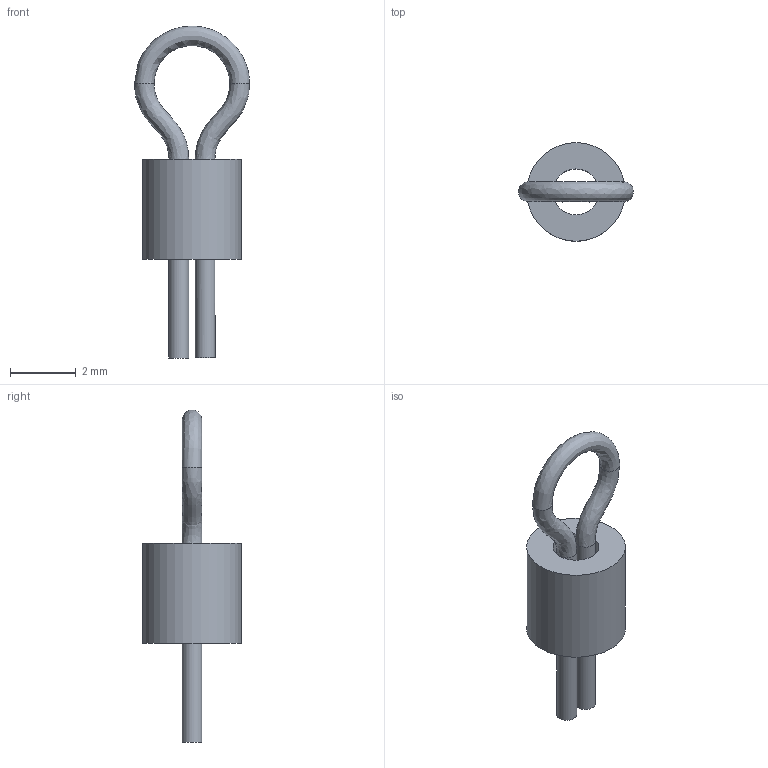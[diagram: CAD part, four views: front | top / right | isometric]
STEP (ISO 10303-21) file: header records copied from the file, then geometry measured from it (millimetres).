
FILE_DESCRIPTION(('FreeCAD Model'),'2;1');
FILE_NAME('TestPoint_Loop_D3_50mm_Drill1_4mm_Beaded_cp.step','2017-09-17T09:42:51' ,('kicad StepUp'),('ksu MCAD'),'Open CASCADE STEP processor 7.1', 'FreeCAD','Unknown');
FILE_SCHEMA(('AUTOMOTIVE_DESIGN { 1 0 10303 214 1 1 1 1 }'));
Length unit declared in the file: millimetre
Products named in the file (1): TestPoint_Loop_D3_50mm_Drill1_4mm_Beaded_cp
Bounding box: 3.5 x 3 x 10.1 mm (x, y, z)
Volume: 23 mm3; surface area: 95 mm2
Topology: 2 solids, 2 shells, 11 faces, 17 edges, 10 vertices
Faces by surface type: plane 4, cylinder 3, bspline 2, revolution 1, extrusion 1
Full cylindrical faces by diameter (mm): 0.6 x1, 1.4 x1, 3 x1
Entity records: 593 total; most frequent: CARTESIAN_POINT 397, ORIENTED_EDGE 29, DIRECTION 17, EDGE_CURVE 17, AXIS2_PLACEMENT_3D 16, FACE_BOUND 13, EDGE_LOOP 13, ADVANCED_FACE 11
